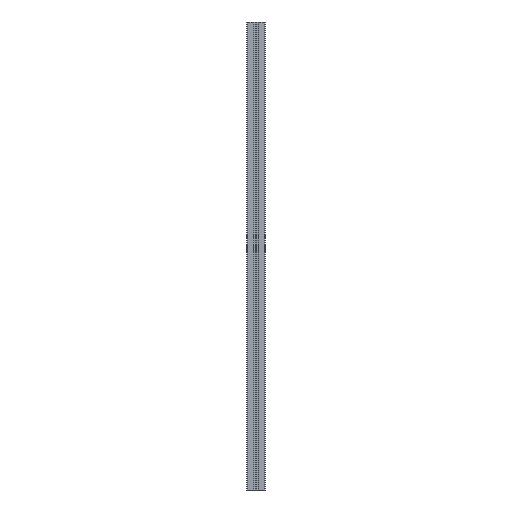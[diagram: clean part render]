
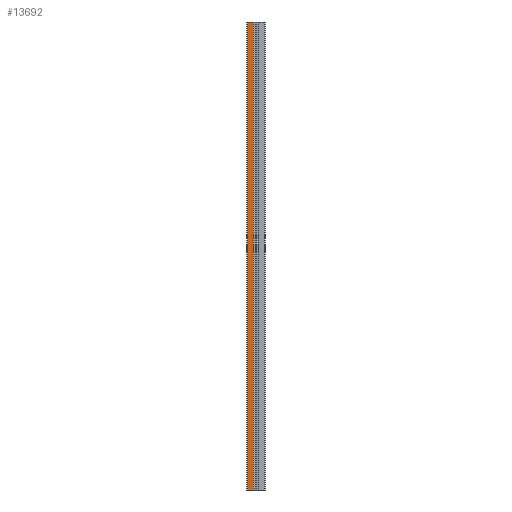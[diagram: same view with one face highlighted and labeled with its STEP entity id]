
A CAD part, front view. The second image highlights one B-rep face of the part: STEP entity #13692.
In plain terms, the highlighted planar face has unit normal (0, -1, 0).
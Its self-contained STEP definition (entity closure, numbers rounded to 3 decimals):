
#18 = CARTESIAN_POINT ( 'NONE',  ( -20., -20., -1000. ) ) ;
#121 = EDGE_CURVE ( 'NONE', #11842, #12529, #4342, .T. ) ;
#173 = DIRECTION ( 'NONE',  ( 0., -1., 0. ) ) ;
#1213 = FACE_OUTER_BOUND ( 'NONE', #6790, .T. ) ;
#1467 = CARTESIAN_POINT ( 'NONE',  ( -18., -20., 0. ) ) ;
#1614 = ORIENTED_EDGE ( 'NONE', *, *, #2328, .F. ) ;
#2328 = EDGE_CURVE ( 'NONE', #11611, #9150, #7074, .T. ) ;
#2830 = CARTESIAN_POINT ( 'NONE',  ( -20., -20., -1000. ) ) ;
#3444 = VECTOR ( 'NONE', #11474, 1000. ) ;
#3522 = PLANE ( 'NONE',  #10580 ) ;
#3544 = VECTOR ( 'NONE', #4550, 1000. ) ;
#3620 = DIRECTION ( 'NONE',  ( 0., 0., 1. ) ) ;
#3721 = EDGE_CURVE ( 'NONE', #11842, #11611, #12949, .T. ) ;
#4015 = CARTESIAN_POINT ( 'NONE',  ( -5.659, -20., -1000. ) ) ;
#4342 = LINE ( 'NONE', #11282, #3544 ) ;
#4550 = DIRECTION ( 'NONE',  ( 0., 0., 1. ) ) ;
#4701 = DIRECTION ( 'NONE',  ( -1., 0., 0. ) ) ;
#6681 = ORIENTED_EDGE ( 'NONE', *, *, #3721, .F. ) ;
#6790 = EDGE_LOOP ( 'NONE', ( #6681, #11192, #12510, #1614 ) ) ;
#7074 = LINE ( 'NONE', #9159, #10061 ) ;
#7814 = CARTESIAN_POINT ( 'NONE',  ( -20., -20., 0. ) ) ;
#8780 = LINE ( 'NONE', #7814, #10527 ) ;
#9150 = VERTEX_POINT ( 'NONE', #1467 ) ;
#9159 = CARTESIAN_POINT ( 'NONE',  ( -18., -20., -1000. ) ) ;
#10061 = VECTOR ( 'NONE', #3620, 1000. ) ;
#10145 = CARTESIAN_POINT ( 'NONE',  ( -18., -20., -1000. ) ) ;
#10527 = VECTOR ( 'NONE', #13306, 1000. ) ;
#10580 = AXIS2_PLACEMENT_3D ( 'NONE', #18, #173, #4701 ) ;
#10826 = EDGE_CURVE ( 'NONE', #12529, #9150, #8780, .T. ) ;
#11192 = ORIENTED_EDGE ( 'NONE', *, *, #121, .T. ) ;
#11282 = CARTESIAN_POINT ( 'NONE',  ( -5.659, -20., 0. ) ) ;
#11474 = DIRECTION ( 'NONE',  ( -1., 0., 0. ) ) ;
#11611 = VERTEX_POINT ( 'NONE', #10145 ) ;
#11842 = VERTEX_POINT ( 'NONE', #4015 ) ;
#12510 = ORIENTED_EDGE ( 'NONE', *, *, #10826, .T. ) ;
#12529 = VERTEX_POINT ( 'NONE', #12760 ) ;
#12760 = CARTESIAN_POINT ( 'NONE',  ( -5.659, -20., 0. ) ) ;
#12949 = LINE ( 'NONE', #2830, #3444 ) ;
#13306 = DIRECTION ( 'NONE',  ( -1., 0., 0. ) ) ;
#13692 = ADVANCED_FACE ( 'NONE', ( #1213 ), #3522, .T. ) ;
